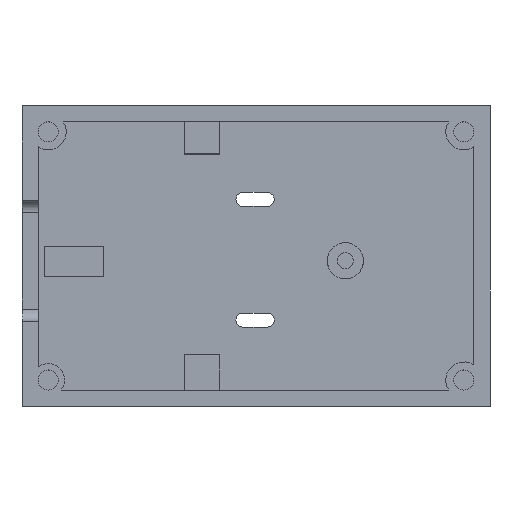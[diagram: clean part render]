
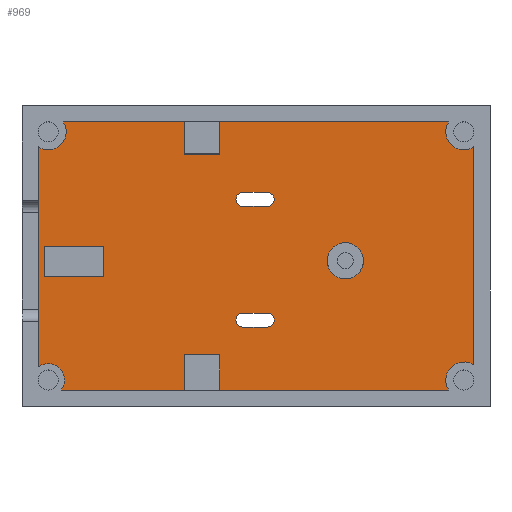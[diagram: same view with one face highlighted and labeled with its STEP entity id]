
A CAD part, top view. The second image highlights one B-rep face of the part: STEP entity #969.
In plain terms, the highlighted planar face has unit normal (0, 0, 1).
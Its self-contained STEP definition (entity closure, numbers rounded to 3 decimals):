
#38=FACE_BOUND('',#178,.T.);
#39=FACE_BOUND('',#179,.T.);
#40=FACE_BOUND('',#180,.T.);
#41=FACE_BOUND('',#181,.T.);
#46=CIRCLE('',#1010,1.75);
#47=CIRCLE('',#1013,1.75);
#48=CIRCLE('',#1016,1.75);
#49=CIRCLE('',#1019,1.75);
#66=CIRCLE('',#1048,4.5);
#67=CIRCLE('',#1051,4.5);
#70=CIRCLE('',#1065,4.5);
#72=CIRCLE('',#1069,4.5);
#73=CIRCLE('',#1070,4.1);
#115=FACE_OUTER_BOUND('',#177,.T.);
#177=EDGE_LOOP('',(#808,#809,#810,#811,#812,#813,#814,#815,#816,#817,#818,
#819,#820,#821,#822,#823));
#178=EDGE_LOOP('',(#824,#825,#826,#827));
#179=EDGE_LOOP('',(#828,#829,#830,#831));
#180=EDGE_LOOP('',(#832,#833,#834,#835));
#181=EDGE_LOOP('',(#836));
#217=LINE('',#1418,#319);
#220=LINE('',#1426,#322);
#223=LINE('',#1434,#325);
#226=LINE('',#1442,#328);
#239=LINE('',#1490,#341);
#247=LINE('',#1521,#349);
#251=LINE('',#1531,#353);
#255=LINE('',#1538,#357);
#256=LINE('',#1544,#358);
#260=LINE('',#1552,#362);
#263=LINE('',#1558,#365);
#268=LINE('',#1567,#370);
#269=LINE('',#1569,#371);
#273=LINE('',#1578,#375);
#276=LINE('',#1582,#378);
#280=LINE('',#1601,#382);
#281=LINE('',#1605,#383);
#282=LINE('',#1607,#384);
#283=LINE('',#1609,#385);
#284=LINE('',#1610,#386);
#319=VECTOR('',#1132,10.);
#322=VECTOR('',#1141,10.);
#325=VECTOR('',#1150,10.);
#328=VECTOR('',#1159,10.);
#341=VECTOR('',#1210,10.);
#349=VECTOR('',#1238,10.);
#353=VECTOR('',#1248,10.);
#357=VECTOR('',#1252,10.);
#358=VECTOR('',#1259,10.);
#362=VECTOR('',#1265,10.);
#365=VECTOR('',#1270,10.);
#370=VECTOR('',#1279,10.);
#371=VECTOR('',#1280,10.);
#375=VECTOR('',#1286,10.);
#378=VECTOR('',#1291,10.);
#382=VECTOR('',#1317,10.);
#383=VECTOR('',#1320,10.);
#384=VECTOR('',#1321,10.);
#385=VECTOR('',#1322,10.);
#386=VECTOR('',#1323,10.);
#418=VERTEX_POINT('',#1415);
#419=VERTEX_POINT('',#1417);
#420=VERTEX_POINT('',#1421);
#421=VERTEX_POINT('',#1425);
#422=VERTEX_POINT('',#1431);
#423=VERTEX_POINT('',#1433);
#424=VERTEX_POINT('',#1437);
#425=VERTEX_POINT('',#1441);
#440=VERTEX_POINT('',#1487);
#441=VERTEX_POINT('',#1489);
#453=VERTEX_POINT('',#1518);
#454=VERTEX_POINT('',#1520);
#455=VERTEX_POINT('',#1524);
#456=VERTEX_POINT('',#1528);
#457=VERTEX_POINT('',#1530);
#460=VERTEX_POINT('',#1536);
#461=VERTEX_POINT('',#1542);
#462=VERTEX_POINT('',#1543);
#465=VERTEX_POINT('',#1551);
#467=VERTEX_POINT('',#1557);
#469=VERTEX_POINT('',#1565);
#470=VERTEX_POINT('',#1568);
#473=VERTEX_POINT('',#1575);
#474=VERTEX_POINT('',#1577);
#477=VERTEX_POINT('',#1593);
#479=VERTEX_POINT('',#1603);
#480=VERTEX_POINT('',#1604);
#481=VERTEX_POINT('',#1606);
#482=VERTEX_POINT('',#1608);
#513=EDGE_CURVE('',#419,#418,#217,.T.);
#515=EDGE_CURVE('',#420,#419,#46,.T.);
#517=EDGE_CURVE('',#421,#420,#220,.T.);
#519=EDGE_CURVE('',#418,#421,#47,.T.);
#521=EDGE_CURVE('',#423,#422,#223,.T.);
#523=EDGE_CURVE('',#424,#423,#48,.T.);
#525=EDGE_CURVE('',#425,#424,#226,.T.);
#527=EDGE_CURVE('',#422,#425,#49,.T.);
#547=EDGE_CURVE('',#441,#440,#239,.T.);
#563=EDGE_CURVE('',#454,#453,#247,.T.);
#566=EDGE_CURVE('',#453,#455,#66,.T.);
#568=EDGE_CURVE('',#457,#456,#251,.T.);
#572=EDGE_CURVE('',#455,#460,#255,.T.);
#573=EDGE_CURVE('',#456,#441,#67,.T.);
#574=EDGE_CURVE('',#461,#462,#256,.T.);
#578=EDGE_CURVE('',#462,#465,#260,.T.);
#581=EDGE_CURVE('',#465,#467,#263,.T.);
#586=EDGE_CURVE('',#467,#469,#268,.T.);
#587=EDGE_CURVE('',#470,#461,#269,.T.);
#591=EDGE_CURVE('',#474,#473,#273,.T.);
#594=EDGE_CURVE('',#473,#457,#276,.T.);
#599=EDGE_CURVE('',#477,#477,#70,.T.);
#602=EDGE_CURVE('',#469,#454,#72,.T.);
#603=EDGE_CURVE('',#460,#474,#280,.T.);
#604=EDGE_CURVE('',#440,#470,#73,.F.);
#605=EDGE_CURVE('',#479,#480,#281,.T.);
#606=EDGE_CURVE('',#480,#481,#282,.T.);
#607=EDGE_CURVE('',#481,#482,#283,.T.);
#608=EDGE_CURVE('',#482,#479,#284,.T.);
#808=ORIENTED_EDGE('',*,*,#581,.T.);
#809=ORIENTED_EDGE('',*,*,#586,.T.);
#810=ORIENTED_EDGE('',*,*,#602,.T.);
#811=ORIENTED_EDGE('',*,*,#563,.T.);
#812=ORIENTED_EDGE('',*,*,#566,.T.);
#813=ORIENTED_EDGE('',*,*,#572,.T.);
#814=ORIENTED_EDGE('',*,*,#603,.T.);
#815=ORIENTED_EDGE('',*,*,#591,.T.);
#816=ORIENTED_EDGE('',*,*,#594,.T.);
#817=ORIENTED_EDGE('',*,*,#568,.T.);
#818=ORIENTED_EDGE('',*,*,#573,.T.);
#819=ORIENTED_EDGE('',*,*,#547,.T.);
#820=ORIENTED_EDGE('',*,*,#604,.T.);
#821=ORIENTED_EDGE('',*,*,#587,.T.);
#822=ORIENTED_EDGE('',*,*,#574,.T.);
#823=ORIENTED_EDGE('',*,*,#578,.T.);
#824=ORIENTED_EDGE('',*,*,#517,.T.);
#825=ORIENTED_EDGE('',*,*,#515,.T.);
#826=ORIENTED_EDGE('',*,*,#513,.T.);
#827=ORIENTED_EDGE('',*,*,#519,.T.);
#828=ORIENTED_EDGE('',*,*,#525,.T.);
#829=ORIENTED_EDGE('',*,*,#523,.T.);
#830=ORIENTED_EDGE('',*,*,#521,.T.);
#831=ORIENTED_EDGE('',*,*,#527,.T.);
#832=ORIENTED_EDGE('',*,*,#605,.T.);
#833=ORIENTED_EDGE('',*,*,#606,.T.);
#834=ORIENTED_EDGE('',*,*,#607,.T.);
#835=ORIENTED_EDGE('',*,*,#608,.T.);
#836=ORIENTED_EDGE('',*,*,#599,.T.);
#920=PLANE('',#1068);
#969=ADVANCED_FACE('',(#115,#38,#39,#40,#41),#920,.F.);
#1010=AXIS2_PLACEMENT_3D('',#1422,#1136,#1137);
#1013=AXIS2_PLACEMENT_3D('',#1429,#1145,#1146);
#1016=AXIS2_PLACEMENT_3D('',#1438,#1154,#1155);
#1019=AXIS2_PLACEMENT_3D('',#1445,#1163,#1164);
#1048=AXIS2_PLACEMENT_3D('',#1526,#1243,#1244);
#1051=AXIS2_PLACEMENT_3D('',#1540,#1255,#1256);
#1065=AXIS2_PLACEMENT_3D('',#1594,#1306,#1307);
#1068=AXIS2_PLACEMENT_3D('',#1599,#1313,#1314);
#1069=AXIS2_PLACEMENT_3D('',#1600,#1315,#1316);
#1070=AXIS2_PLACEMENT_3D('',#1602,#1318,#1319);
#1132=DIRECTION('',(-1.,0.,0.));
#1136=DIRECTION('center_axis',(0.,0.,-1.));
#1137=DIRECTION('ref_axis',(0.,-1.,0.));
#1141=DIRECTION('',(1.,0.,0.));
#1145=DIRECTION('center_axis',(0.,0.,-1.));
#1146=DIRECTION('ref_axis',(0.,1.,0.));
#1150=DIRECTION('',(-1.,0.,0.));
#1154=DIRECTION('center_axis',(0.,0.,-1.));
#1155=DIRECTION('ref_axis',(0.,-1.,0.));
#1159=DIRECTION('',(1.,0.,0.));
#1163=DIRECTION('center_axis',(0.,0.,-1.));
#1164=DIRECTION('ref_axis',(0.,1.,0.));
#1210=DIRECTION('',(0.,-1.,0.));
#1238=DIRECTION('',(0.,1.,0.));
#1243=DIRECTION('center_axis',(0.,0.,-1.));
#1244=DIRECTION('ref_axis',(-1.,0.,0.));
#1248=DIRECTION('',(-1.,0.,0.));
#1252=DIRECTION('',(-1.,0.,0.));
#1255=DIRECTION('center_axis',(0.,0.,-1.));
#1256=DIRECTION('ref_axis',(-1.,0.,0.));
#1259=DIRECTION('',(0.,1.,0.));
#1265=DIRECTION('',(1.,0.,0.));
#1270=DIRECTION('',(0.,-1.,0.));
#1279=DIRECTION('',(1.,0.,0.));
#1280=DIRECTION('',(1.,0.,0.));
#1286=DIRECTION('',(-1.,0.,0.));
#1291=DIRECTION('',(0.,1.,0.));
#1306=DIRECTION('center_axis',(0.,0.,-1.));
#1307=DIRECTION('ref_axis',(-1.,0.,0.));
#1313=DIRECTION('center_axis',(0.,0.,-1.));
#1314=DIRECTION('ref_axis',(1.,0.,0.));
#1315=DIRECTION('center_axis',(0.,0.,-1.));
#1316=DIRECTION('ref_axis',(-1.,0.,0.));
#1317=DIRECTION('',(0.,-1.,0.));
#1318=DIRECTION('center_axis',(0.,0.,1.));
#1319=DIRECTION('ref_axis',(-1.,0.,0.));
#1320=DIRECTION('',(0.,1.,0.));
#1321=DIRECTION('',(1.,0.,0.));
#1322=DIRECTION('',(0.,-1.,0.));
#1323=DIRECTION('',(-1.,0.,0.));
#1415=CARTESIAN_POINT('',(10.1,13.534,-10.4));
#1417=CARTESIAN_POINT('',(16.1,13.534,-10.4));
#1418=CARTESIAN_POINT('',(13.56,13.534,-10.4));
#1421=CARTESIAN_POINT('',(16.1,17.034,-10.4));
#1422=CARTESIAN_POINT('Origin',(16.1,15.284,-10.4));
#1425=CARTESIAN_POINT('',(10.1,17.034,-10.4));
#1426=CARTESIAN_POINT('',(10.56,17.034,-10.4));
#1429=CARTESIAN_POINT('Origin',(10.1,15.284,-10.4));
#1431=CARTESIAN_POINT('',(10.1,-16.466,-10.4));
#1433=CARTESIAN_POINT('',(16.1,-16.466,-10.4));
#1434=CARTESIAN_POINT('',(13.56,-16.466,-10.4));
#1437=CARTESIAN_POINT('',(16.1,-12.966,-10.4));
#1438=CARTESIAN_POINT('Origin',(16.1,-14.716,-10.4));
#1441=CARTESIAN_POINT('',(10.1,-12.966,-10.4));
#1442=CARTESIAN_POINT('',(10.56,-12.966,-10.4));
#1445=CARTESIAN_POINT('Origin',(10.1,-14.716,-10.4));
#1487=CARTESIAN_POINT('',(-40.85,-26.411,-10.4));
#1489=CARTESIAN_POINT('',(-40.85,28.323,-10.4));
#1490=CARTESIAN_POINT('',(-40.85,-26.161,-10.4));
#1518=CARTESIAN_POINT('',(67.543,28.323,-10.4));
#1520=CARTESIAN_POINT('',(67.543,-25.919,-10.4));
#1521=CARTESIAN_POINT('',(67.543,-26.161,-10.4));
#1524=CARTESIAN_POINT('',(61.301,34.564,-10.4));
#1526=CARTESIAN_POINT('Origin',(65.043,32.064,-10.4));
#1528=CARTESIAN_POINT('',(-34.609,34.564,-10.4));
#1530=CARTESIAN_POINT('',(-4.422,34.564,-10.4));
#1531=CARTESIAN_POINT('',(67.543,34.564,-10.4));
#1536=CARTESIAN_POINT('',(4.374,34.564,-10.4));
#1538=CARTESIAN_POINT('',(67.543,34.564,-10.4));
#1540=CARTESIAN_POINT('Origin',(-38.35,32.064,-10.4));
#1542=CARTESIAN_POINT('',(-4.422,-32.161,-10.4));
#1543=CARTESIAN_POINT('',(-4.422,-23.406,-10.4));
#1544=CARTESIAN_POINT('',(-4.422,-9.602,-10.4));
#1551=CARTESIAN_POINT('',(4.374,-23.406,-10.4));
#1552=CARTESIAN_POINT('',(7.697,-23.406,-10.4));
#1557=CARTESIAN_POINT('',(4.374,-32.161,-10.4));
#1558=CARTESIAN_POINT('',(4.374,-13.98,-10.4));
#1565=CARTESIAN_POINT('',(61.301,-32.161,-10.4));
#1567=CARTESIAN_POINT('',(-45.504,-32.161,-10.4));
#1568=CARTESIAN_POINT('',(-35.101,-32.161,-10.4));
#1569=CARTESIAN_POINT('',(-45.504,-32.161,-10.4));
#1575=CARTESIAN_POINT('',(-4.422,26.565,-10.4));
#1577=CARTESIAN_POINT('',(4.374,26.565,-10.4));
#1578=CARTESIAN_POINT('',(7.697,26.565,-10.4));
#1582=CARTESIAN_POINT('',(-4.422,16.383,-10.4));
#1593=CARTESIAN_POINT('',(40.05,0.,-10.4));
#1594=CARTESIAN_POINT('Origin',(35.55,0.,-10.4));
#1599=CARTESIAN_POINT('Origin',(11.019,4.202,-10.4));
#1600=CARTESIAN_POINT('Origin',(65.043,-29.661,-10.4));
#1601=CARTESIAN_POINT('',(4.374,21.91,-10.4));
#1602=CARTESIAN_POINT('Origin',(-38.35,-29.661,-10.4));
#1603=CARTESIAN_POINT('',(-39.334,-3.868,-10.4));
#1604=CARTESIAN_POINT('',(-39.334,3.632,-10.4));
#1605=CARTESIAN_POINT('',(-39.334,0.167,-10.4));
#1606=CARTESIAN_POINT('',(-24.63,3.632,-10.4));
#1607=CARTESIAN_POINT('',(-14.157,3.632,-10.4));
#1608=CARTESIAN_POINT('',(-24.63,-3.868,-10.4));
#1609=CARTESIAN_POINT('',(-24.63,3.917,-10.4));
#1610=CARTESIAN_POINT('',(-6.806,-3.868,-10.4));
